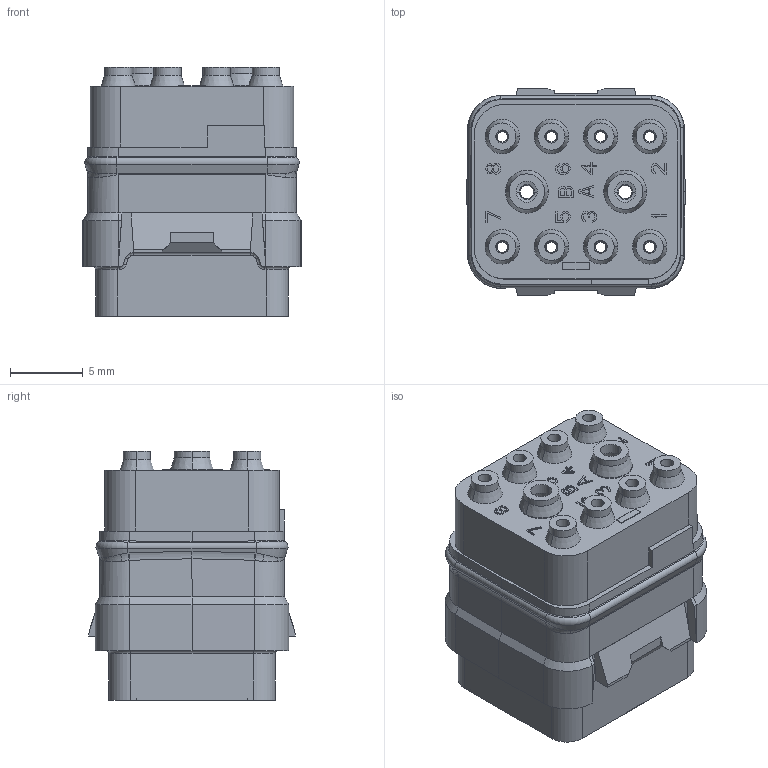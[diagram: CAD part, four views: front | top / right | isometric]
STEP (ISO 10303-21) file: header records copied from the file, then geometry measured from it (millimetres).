
FILE_DESCRIPTION((''),'2;1');
FILE_NAME('SIME0910PD','2020-01-27T',('presta_be4'),(''),'CREO PARAMETRIC BY PTC INC, 2018360','CREO PARAMETRIC BY PTC INC, 2018360','');
FILE_SCHEMA(('CONFIG_CONTROL_DESIGN'));
Length unit declared in the file: millimetre
Products named in the file (1): SIME0910PD
Bounding box: 15 x 14.2 x 17.18 mm (x, y, z)
Volume: 1814.9 mm3; surface area: 2822.4 mm2
Topology: 1 solids, 1 shells, 1656 faces, 4074 edges, 2516 vertices
Faces by surface type: plane 864, cylinder 325, torus 236, cone 172, bspline 59
Entity records: 50107 total; most frequent: CARTESIAN_POINT 10403, DIRECTION 8421, ORIENTED_EDGE 8148, EDGE_CURVE 4074, AXIS2_PLACEMENT_3D 2837, VECTOR 2747, LINE 2747, VERTEX_POINT 2516
